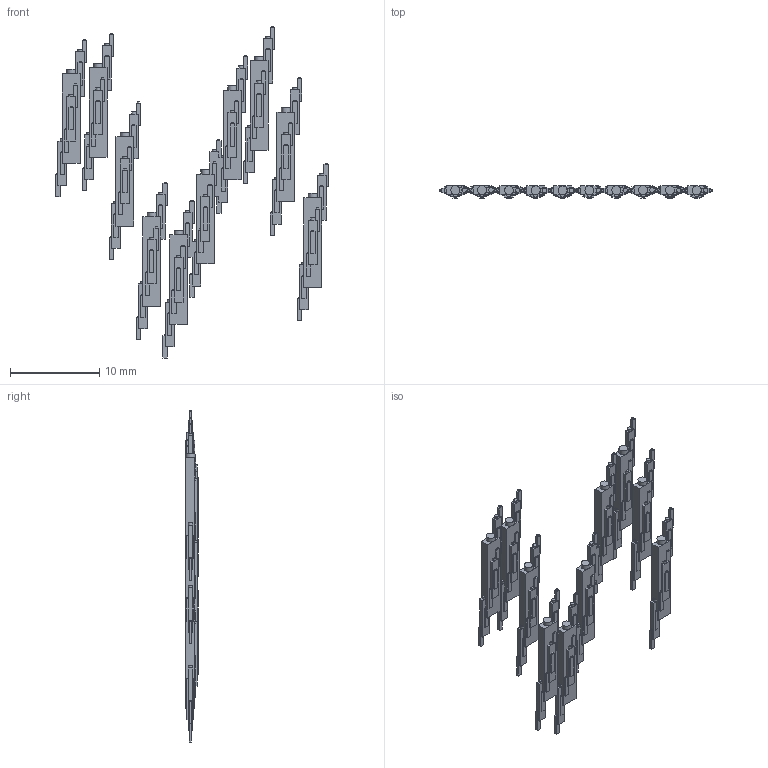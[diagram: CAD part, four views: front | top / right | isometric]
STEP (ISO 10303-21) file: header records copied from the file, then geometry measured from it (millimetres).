
FILE_DESCRIPTION(('Open CASCADE Model'),'2;1');
FILE_NAME('Open CASCADE Shape Model','2024-05-29T22:38:33',('Author'),( 'Open CASCADE'),'Open CASCADE STEP processor 7.7','Open CASCADE 7.7' ,'Unknown');
FILE_SCHEMA(('AUTOMOTIVE_DESIGN { 1 0 10303 214 1 1 1 1 }'));
Length unit declared in the file: millimetre
Products named in the file (9): Open CASCADE STEP translator 7.7 12; Open CASCADE STEP translator 7.7 12.1; Open CASCADE STEP translator 7.7 12.2; Open CASCADE STEP translator 7.7 12.3; Open CASCADE STEP translator 7.7 12.4; Open CASCADE STEP translator 7.7 12.5; Open CASCADE STEP translator 7.7 12.6; Open CASCADE STEP translator 7.7 12.7; Open CASCADE STEP translator 7.7 12.8
Assembly tree (8 placements, depth 2):
  Open CASCADE STEP translator 7.7 12
    Open CASCADE STEP translator 7.7 12.1
    Open CASCADE STEP translator 7.7 12.2
    Open CASCADE STEP translator 7.7 12.3
    Open CASCADE STEP translator 7.7 12.4
    Open CASCADE STEP translator 7.7 12.5
    Open CASCADE STEP translator 7.7 12.6
    Open CASCADE STEP translator 7.7 12.7
    Open CASCADE STEP translator 7.7 12.8
Bounding box: 30.5 x 1.38 x 37.11 mm (x, y, z)
Volume: 268.4 mm3; surface area: 978.2 mm2
Topology: 8 solids, 8 shells, 1056 faces, 2830 edges, 1810 vertices
Faces by surface type: plane 926, cylinder 130
Full cylindrical faces by diameter (mm): 0.25 x10, 0.5 x10, 1 x10
Entity records: 67134 total; most frequent: CARTESIAN_POINT 13485, DIRECTION 8870, ORIENTED_EDGE 5660, PCURVE 5660, DEFINITIONAL_REPRESENTATION 5660, LINE 5630, VECTOR 5630, EDGE_CURVE 2830
